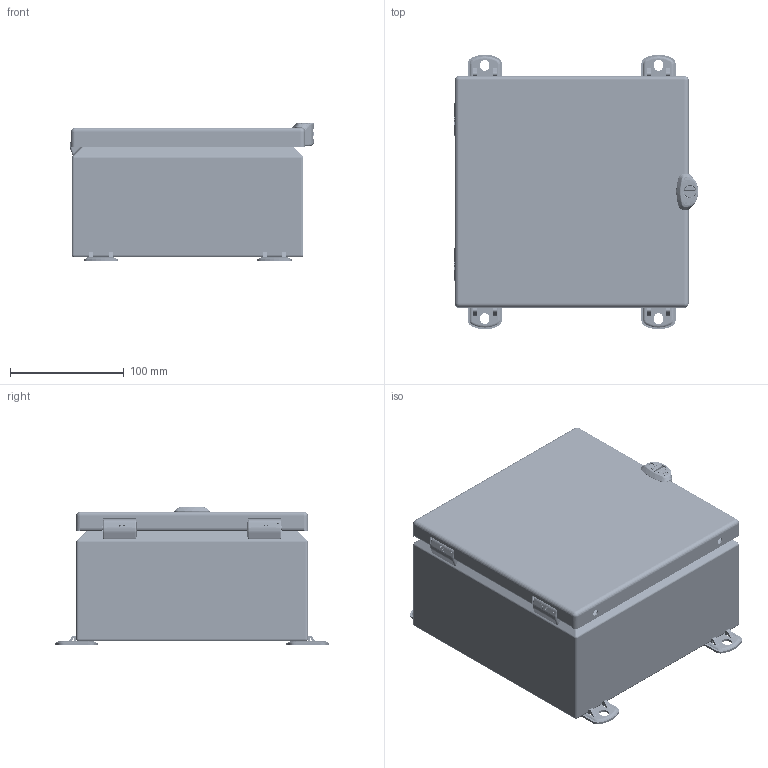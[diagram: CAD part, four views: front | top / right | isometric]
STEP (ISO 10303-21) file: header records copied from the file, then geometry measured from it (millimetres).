
FILE_DESCRIPTION(/* description */ ('5412EALCH 8" x 8" x 4" Assembly'),/* implementation_level */ '2;1');
FILE_NAME(/* name */ '5412EALCH080804.stp',/* time_stamp */ '2024-01-18T03:52:24-05:00',/* author */ ('BoxCad'),/* organization */ (''),/* preprocessor_version */ 'ST-DEVELOPER v20',/* originating_system */ 'Autodesk Inventor 2024',/* authorisation */ '');
FILE_SCHEMA (('AUTOMOTIVE_DESIGN { 1 0 10303 214 3 1 1 }'));
Products named in the file (36): 5412EALCH080804; 5412EALCH080804B; 5412EALCH080804B-P; RIVET_NUT_SS_M6_FH_CE; STK-PEM-FHS-M6-20; 880SP0808G; 880SP0808G-P; STK-Q-07210; 5412EALCH080804AK; 5412EALCH080804MF_AK; 885ESSCHMF-FEET; STK-Q-03075; 5412EALCH080804C; 5412EALCH080804C-P; 5412EALCH080804G; STK-A-33038-1; STK-A-33038-2; STK-Q-33038-B; STK-Q-33038-S; STK-Q-33038-G; STK-P-02400S; STANDOFF_AL_M6 x 10mm; STK-S-00100; STK-A-880SCQ2MS-1; STK-Q-79960-A; STK-Q-70730; STK-Q-79960-B; STK-Q-08126-3; STK-Q-08110_3; STK-Q-08126-4; STK-Q-10258; STK-Q-10258-A; STK-Q-10258-B; STK-Q-08110_4; STK-Q-08110-A-1; STK-Q-08110-B
Assembly tree (62 placements, depth 4):
  5412EALCH080804
    5412EALCH080804B
      5412EALCH080804B-P
      STK-P-02400S
      STANDOFF_AL_M6 x 10mm
      RIVET_NUT_SS_M6_FH_CE  x4
      STK-PEM-FHS-M6-20  x4
    STK-Q-07210  x8
    880SP0808G
      880SP0808G-P
    5412EALCH080804AK
    5412EALCH080804MF_AK
      885ESSCHMF-FEET  x4
      STK-Q-03075  x4
    5412EALCH080804C
      5412EALCH080804C-P
      5412EALCH080804G
      STK-A-33038-1
        STK-Q-33038-B
        STK-Q-33038-S
        STK-Q-33038-G
      STK-A-33038-2
        STK-Q-33038-B
        STK-Q-33038-S
        STK-Q-33038-G
      STK-P-02400S
      STANDOFF_AL_M6 x 10mm
      STK-S-00100
      STK-A-880SCQ2MS-1
        STK-Q-79960-A
        STK-Q-70730
        STK-Q-79960-B
    STK-Q-08126-3
      STK-Q-10258
        STK-Q-10258-A
        STK-Q-10258-B
      STK-Q-08110_3
        STK-Q-08110-A-1
        STK-Q-08110-B
    STK-Q-08126-4
      STK-Q-10258
        STK-Q-10258-A
        STK-Q-10258-B
      STK-Q-08110_4
        STK-Q-08110-A-1
        STK-Q-08110-B
Bounding box: 214.39 x 241.2 x 120.8 mm (x, y, z)
Volume: 358153.9 mm3; surface area: 502904.4 mm2
Topology: 50 solids, 50 shells, 6272 faces, 16093 edges, 9887 vertices
Faces by surface type: plane 2802, cylinder 1470, bspline 1275, torus 402, cone 173, sphere 150
Full cylindrical faces by diameter (mm): 0.762 x2, 0.9 x2, 3 x2, 3.175 x2, 3.25 x2, 4.2 x2, 4.4 x6, 4.45 x2, 4.9 x14, 5 x8, 5.01 x32, 5.1 x10, 5.537 x2, 5.842 x4, 5.9 x44, 5.994 x4, 6 x8, 6.1 x2, 7.62 x2, 8.128 x4, 8.382 x1, 10 x2, 10.465 x1, 10.7 x1, 12.7 x4
Entity records: 104888 total; most frequent: CARTESIAN_POINT 36555, ORIENTED_EDGE 14610, DIRECTION 12900, EDGE_CURVE 7305, VERTEX_POINT 4480, AXIS2_PLACEMENT_3D 4436, LINE 4028, VECTOR 4028
